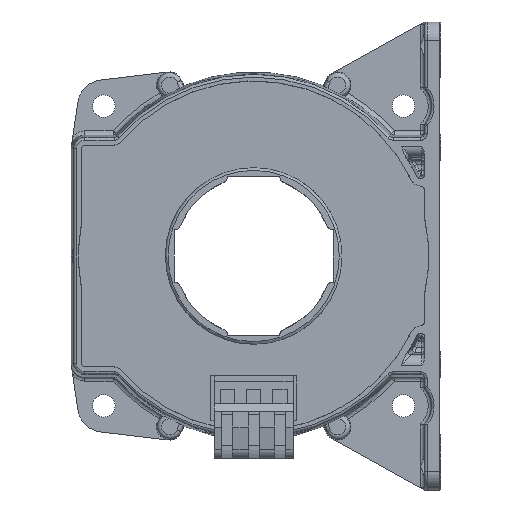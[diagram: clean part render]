
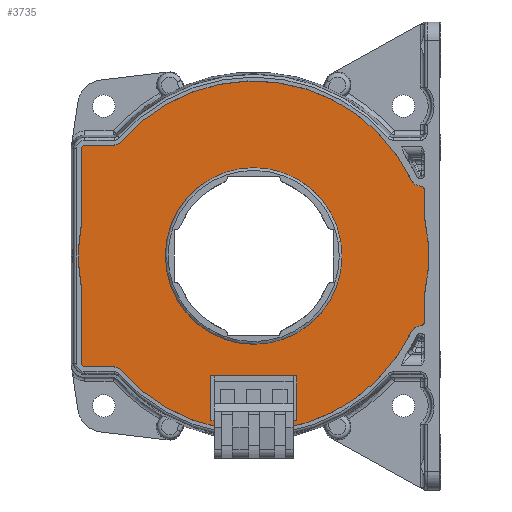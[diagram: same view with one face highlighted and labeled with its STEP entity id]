
A CAD part, front view. The second image highlights one B-rep face of the part: STEP entity #3735.
In plain terms, the highlighted planar face has unit normal (0, -1, 0).
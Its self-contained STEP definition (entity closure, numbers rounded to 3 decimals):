
#2985=PLANE('',#19815);
#3735=ADVANCED_FACE('',(#4094,#4095,#4096),#2985,.F.);
#3880=ELLIPSE('',#18887,0.8,0.8);
#3882=ELLIPSE('',#18891,2.,2.);
#3884=ELLIPSE('',#18897,2.,2.);
#3886=ELLIPSE('',#18900,0.8,0.8);
#3888=ELLIPSE('',#18908,0.8,0.8);
#3890=ELLIPSE('',#18911,2.,2.);
#3892=ELLIPSE('',#18917,2.,2.);
#3894=ELLIPSE('',#18920,0.8,0.8);
#4094=FACE_BOUND('',#4875,.T.);
#4095=FACE_BOUND('',#4876,.T.);
#4096=FACE_BOUND('',#4877,.T.);
#4875=EDGE_LOOP('',(#8343));
#4876=EDGE_LOOP('',(#8344,#8345,#8346,#8347,#8348,#8349,#8350,#8351,#8352,
#8353,#8354,#8355,#8356,#8357,#8358,#8359,#8360,#8361));
#4877=EDGE_LOOP('',(#8362,#8363,#8364,#8365));
#8343=ORIENTED_EDGE('',*,*,#10218,.F.);
#8344=ORIENTED_EDGE('',*,*,#10173,.T.);
#8345=ORIENTED_EDGE('',*,*,#11063,.T.);
#8346=ORIENTED_EDGE('',*,*,#10169,.F.);
#8347=ORIENTED_EDGE('',*,*,#11065,.T.);
#8348=ORIENTED_EDGE('',*,*,#10213,.T.);
#8349=ORIENTED_EDGE('',*,*,#11064,.T.);
#8350=ORIENTED_EDGE('',*,*,#10210,.T.);
#8351=ORIENTED_EDGE('',*,*,#10207,.F.);
#8352=ORIENTED_EDGE('',*,*,#10204,.T.);
#8353=ORIENTED_EDGE('',*,*,#10201,.T.);
#8354=ORIENTED_EDGE('',*,*,#10198,.T.);
#8355=ORIENTED_EDGE('',*,*,#10195,.F.);
#8356=ORIENTED_EDGE('',*,*,#10192,.T.);
#8357=ORIENTED_EDGE('',*,*,#10189,.T.);
#8358=ORIENTED_EDGE('',*,*,#10186,.T.);
#8359=ORIENTED_EDGE('',*,*,#10183,.F.);
#8360=ORIENTED_EDGE('',*,*,#10180,.T.);
#8361=ORIENTED_EDGE('',*,*,#10177,.T.);
#8362=ORIENTED_EDGE('',*,*,#11838,.F.);
#8363=ORIENTED_EDGE('',*,*,#11839,.T.);
#8364=ORIENTED_EDGE('',*,*,#11840,.T.);
#8365=ORIENTED_EDGE('',*,*,#11841,.F.);
#8894=VERTEX_POINT('',#24753);
#8895=VERTEX_POINT('',#24754);
#8898=VERTEX_POINT('',#24772);
#8899=VERTEX_POINT('',#24773);
#8902=VERTEX_POINT('',#24781);
#8904=VERTEX_POINT('',#24790);
#8906=VERTEX_POINT('',#24799);
#8908=VERTEX_POINT('',#24808);
#8910=VERTEX_POINT('',#24817);
#8912=VERTEX_POINT('',#24826);
#8914=VERTEX_POINT('',#24835);
#8916=VERTEX_POINT('',#24844);
#8918=VERTEX_POINT('',#24853);
#8920=VERTEX_POINT('',#24862);
#8922=VERTEX_POINT('',#24871);
#8924=VERTEX_POINT('',#24880);
#8926=VERTEX_POINT('',#24889);
#8927=VERTEX_POINT('',#24890);
#8931=VERTEX_POINT('',#24900);
#9981=VERTEX_POINT('',#32327);
#9982=VERTEX_POINT('',#32328);
#9983=VERTEX_POINT('',#32330);
#9984=VERTEX_POINT('',#32332);
#10169=EDGE_CURVE('',#8894,#8895,#12678,.T.);
#10173=EDGE_CURVE('',#8898,#8899,#3880,.T.);
#10177=EDGE_CURVE('',#8902,#8898,#14840,.T.);
#10180=EDGE_CURVE('',#8904,#8902,#3882,.T.);
#10183=EDGE_CURVE('',#8904,#8906,#12680,.T.);
#10186=EDGE_CURVE('',#8908,#8906,#3884,.T.);
#10189=EDGE_CURVE('',#8910,#8908,#3886,.T.);
#10192=EDGE_CURVE('',#8912,#8910,#14842,.T.);
#10195=EDGE_CURVE('',#8912,#8914,#12682,.T.);
#10198=EDGE_CURVE('',#8916,#8914,#14844,.T.);
#10201=EDGE_CURVE('',#8918,#8916,#3888,.T.);
#10204=EDGE_CURVE('',#8920,#8918,#3890,.T.);
#10207=EDGE_CURVE('',#8920,#8922,#12684,.T.);
#10210=EDGE_CURVE('',#8924,#8922,#3892,.T.);
#10213=EDGE_CURVE('',#8926,#8927,#3894,.T.);
#10218=EDGE_CURVE('',#8931,#8931,#12687,.T.);
#11063=EDGE_CURVE('',#8899,#8895,#15196,.T.);
#11064=EDGE_CURVE('',#8927,#8924,#15197,.T.);
#11065=EDGE_CURVE('',#8894,#8926,#15198,.T.);
#11838=EDGE_CURVE('',#9981,#9982,#15746,.T.);
#11839=EDGE_CURVE('',#9981,#9983,#15747,.T.);
#11840=EDGE_CURVE('',#9983,#9984,#15748,.T.);
#11841=EDGE_CURVE('',#9982,#9984,#15749,.T.);
#12678=CIRCLE('',#18884,33.29);
#12680=CIRCLE('',#18894,33.283);
#12682=CIRCLE('',#18904,33.29);
#12684=CIRCLE('',#18914,33.283);
#12687=CIRCLE('',#18924,16.788);
#14840=LINE('',#24780,#16358);
#14842=LINE('',#24825,#16360);
#14844=LINE('',#24843,#16362);
#15196=LINE('',#29188,#16714);
#15197=LINE('',#29190,#16715);
#15198=LINE('',#29192,#16716);
#15746=LINE('',#32326,#17327);
#15747=LINE('',#32329,#17328);
#15748=LINE('',#32331,#17329);
#15749=LINE('',#32333,#17330);
#16358=VECTOR('',#20382,1.);
#16360=VECTOR('',#20410,1.);
#16362=VECTOR('',#20420,1.);
#16714=VECTOR('',#21820,1.);
#16715=VECTOR('',#21823,1.);
#16716=VECTOR('',#21826,1.);
#17327=VECTOR('',#23201,1.);
#17328=VECTOR('',#23202,1.);
#17329=VECTOR('',#23203,1.);
#17330=VECTOR('',#23204,1.);
#18884=AXIS2_PLACEMENT_3D('',#24752,#20368,#20369);
#18887=AXIS2_PLACEMENT_3D('',#24771,#20374,#20375);
#18891=AXIS2_PLACEMENT_3D('',#24789,#20386,#20387);
#18894=AXIS2_PLACEMENT_3D('',#24798,#20392,#20393);
#18897=AXIS2_PLACEMENT_3D('',#24807,#20398,#20399);
#18900=AXIS2_PLACEMENT_3D('',#24816,#20404,#20405);
#18904=AXIS2_PLACEMENT_3D('',#24834,#20414,#20415);
#18908=AXIS2_PLACEMENT_3D('',#24852,#20424,#20425);
#18911=AXIS2_PLACEMENT_3D('',#24861,#20430,#20431);
#18914=AXIS2_PLACEMENT_3D('',#24870,#20436,#20437);
#18917=AXIS2_PLACEMENT_3D('',#24879,#20442,#20443);
#18920=AXIS2_PLACEMENT_3D('',#24888,#20448,#20449);
#18924=AXIS2_PLACEMENT_3D('',#24899,#20458,#20459);
#19815=AXIS2_PLACEMENT_3D('',#32334,#23205,#23206);
#20368=DIRECTION('',(0.,1.,0.));
#20369=DIRECTION('',(-0.985,0.,-0.174));
#20374=DIRECTION('',(0.,-1.,0.));
#20375=DIRECTION('',(-0.707,0.,0.707));
#20382=DIRECTION('',(-1.,0.,0.));
#20386=DIRECTION('',(0.,1.,0.));
#20387=DIRECTION('',(0.417,0.,-0.909));
#20392=DIRECTION('',(0.,1.,0.));
#20393=DIRECTION('',(0.,0.,1.));
#20398=DIRECTION('',(0.,1.,0.));
#20399=DIRECTION('',(-0.534,0.,-0.846));
#20404=DIRECTION('',(0.,-1.,0.));
#20405=DIRECTION('',(0.717,0.,0.698));
#20410=DIRECTION('',(0.,0.,1.));
#20414=DIRECTION('',(0.,1.,0.));
#20415=DIRECTION('',(0.976,0.,0.219));
#20420=DIRECTION('',(0.,0.,1.));
#20424=DIRECTION('',(0.,-1.,0.));
#20425=DIRECTION('',(0.717,0.,-0.698));
#20430=DIRECTION('',(0.,1.,0.));
#20431=DIRECTION('',(-0.534,0.,0.846));
#20436=DIRECTION('',(0.,1.,0.));
#20437=DIRECTION('',(0.901,0.,-0.433));
#20442=DIRECTION('',(0.,1.,0.));
#20443=DIRECTION('',(0.417,0.,0.909));
#20448=DIRECTION('',(0.,-1.,0.));
#20449=DIRECTION('',(0.707,0.,0.707));
#20458=DIRECTION('',(0.,-1.,0.));
#20459=DIRECTION('',(-1.,0.,0.));
#21820=DIRECTION('',(0.,0.,-1.));
#21823=DIRECTION('',(1.,0.,0.));
#21826=DIRECTION('',(0.,0.,-1.));
#23201=DIRECTION('',(0.,0.,-1.));
#23202=DIRECTION('',(1.,0.,0.));
#23203=DIRECTION('',(0.,0.,-1.));
#23204=DIRECTION('',(1.,0.,0.));
#23205=DIRECTION('',(0.,1.,0.));
#23206=DIRECTION('',(0.,0.,-1.));
#24752=CARTESIAN_POINT('',(0.,5.3,0.));
#24753=CARTESIAN_POINT('',(-32.783,5.3,-5.792));
#24754=CARTESIAN_POINT('',(-32.783,5.3,5.792));
#24771=CARTESIAN_POINT('',(-31.982,5.3,20.282));
#24772=CARTESIAN_POINT('',(-31.983,5.3,21.083));
#24773=CARTESIAN_POINT('',(-32.783,5.3,20.283));
#24780=CARTESIAN_POINT('',(-29.228,5.3,21.083));
#24781=CARTESIAN_POINT('',(-26.684,5.3,21.083));
#24789=CARTESIAN_POINT('',(-26.685,5.3,23.083));
#24790=CARTESIAN_POINT('',(-25.172,5.3,21.774));
#24798=CARTESIAN_POINT('',(0.,5.3,0.));
#24799=CARTESIAN_POINT('',(29.998,5.3,14.416));
#24807=CARTESIAN_POINT('',(31.801,5.3,15.283));
#24808=CARTESIAN_POINT('',(31.716,5.3,13.284));
#24816=CARTESIAN_POINT('',(31.682,5.3,12.485));
#24817=CARTESIAN_POINT('',(32.483,5.3,12.486));
#24825=CARTESIAN_POINT('',(32.483,5.3,9.817));
#24826=CARTESIAN_POINT('',(32.483,5.3,7.289));
#24834=CARTESIAN_POINT('',(0.,5.3,0.));
#24835=CARTESIAN_POINT('',(32.483,5.3,-7.289));
#24843=CARTESIAN_POINT('',(32.483,5.3,-9.817));
#24844=CARTESIAN_POINT('',(32.483,5.3,-12.486));
#24852=CARTESIAN_POINT('',(31.682,5.3,-12.485));
#24853=CARTESIAN_POINT('',(31.712,5.3,-13.284));
#24861=CARTESIAN_POINT('',(31.801,5.3,-15.283));
#24862=CARTESIAN_POINT('',(29.998,5.3,-14.416));
#24870=CARTESIAN_POINT('',(0.,5.3,0.));
#24871=CARTESIAN_POINT('',(-25.172,5.3,-21.774));
#24879=CARTESIAN_POINT('',(-26.685,5.3,-23.083));
#24880=CARTESIAN_POINT('',(-26.684,5.3,-21.083));
#24888=CARTESIAN_POINT('',(-31.982,5.3,-20.282));
#24889=CARTESIAN_POINT('',(-32.783,5.3,-20.283));
#24890=CARTESIAN_POINT('',(-31.983,5.3,-21.083));
#24899=CARTESIAN_POINT('',(0.,5.3,0.));
#24900=CARTESIAN_POINT('',(-16.788,5.3,0.));
#29188=CARTESIAN_POINT('',(-32.783,5.3,20.283));
#29190=CARTESIAN_POINT('',(0.005,5.3,-21.083));
#29192=CARTESIAN_POINT('',(-32.783,5.3,-5.792));
#32326=CARTESIAN_POINT('',(-8.15,5.3,0.));
#32327=CARTESIAN_POINT('',(-8.15,5.3,-22.8));
#32328=CARTESIAN_POINT('',(-8.15,5.3,-30.7));
#32329=CARTESIAN_POINT('',(0.005,5.3,-22.8));
#32330=CARTESIAN_POINT('',(8.15,5.3,-22.8));
#32331=CARTESIAN_POINT('',(8.15,5.3,0.));
#32332=CARTESIAN_POINT('',(8.15,5.3,-30.7));
#32333=CARTESIAN_POINT('',(0.005,5.3,-30.7));
#32334=CARTESIAN_POINT('',(0.005,5.3,0.));
